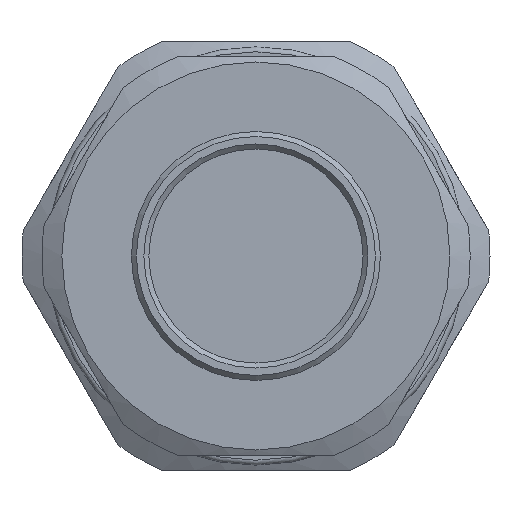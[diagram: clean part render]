
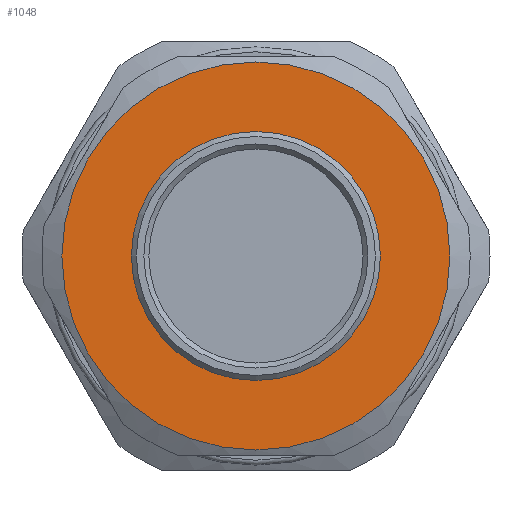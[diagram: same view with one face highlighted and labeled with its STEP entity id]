
A CAD part, front view. The second image highlights one B-rep face of the part: STEP entity #1048.
In plain terms, the highlighted planar face has unit normal (0, -1, 0).
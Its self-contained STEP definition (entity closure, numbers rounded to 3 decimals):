
#102=FACE_BOUND('',#288,.T.);
#175=PLANE('',#1168);
#223=FACE_OUTER_BOUND('',#287,.T.);
#287=EDGE_LOOP('',(#865));
#288=EDGE_LOOP('',(#866));
#364=CIRCLE('',#1167,12.);
#365=CIRCLE('',#1169,19.479);
#523=VERTEX_POINT('',#2447);
#524=VERTEX_POINT('',#2451);
#647=EDGE_CURVE('',#523,#523,#364,.T.);
#649=EDGE_CURVE('',#524,#524,#365,.T.);
#865=ORIENTED_EDGE('',*,*,#649,.F.);
#866=ORIENTED_EDGE('',*,*,#647,.T.);
#1048=ADVANCED_FACE('',(#223,#102),#175,.T.);
#1167=AXIS2_PLACEMENT_3D('',#2448,#1402,#1403);
#1168=AXIS2_PLACEMENT_3D('',#2450,#1405,#1406);
#1169=AXIS2_PLACEMENT_3D('',#2452,#1407,#1408);
#1402=DIRECTION('center_axis',(0.,1.,0.));
#1403=DIRECTION('ref_axis',(-1.,0.,0.));
#1405=DIRECTION('center_axis',(0.,-1.,0.));
#1406=DIRECTION('ref_axis',(0.,0.,-1.));
#1407=DIRECTION('center_axis',(0.,1.,0.));
#1408=DIRECTION('ref_axis',(-1.,0.,0.));
#2447=CARTESIAN_POINT('',(210.409,42.296,177.166));
#2448=CARTESIAN_POINT('Origin',(198.409,42.296,177.166));
#2450=CARTESIAN_POINT('Origin',(181.919,42.296,177.166));
#2451=CARTESIAN_POINT('',(217.888,42.296,177.166));
#2452=CARTESIAN_POINT('Origin',(198.409,42.296,177.166));
